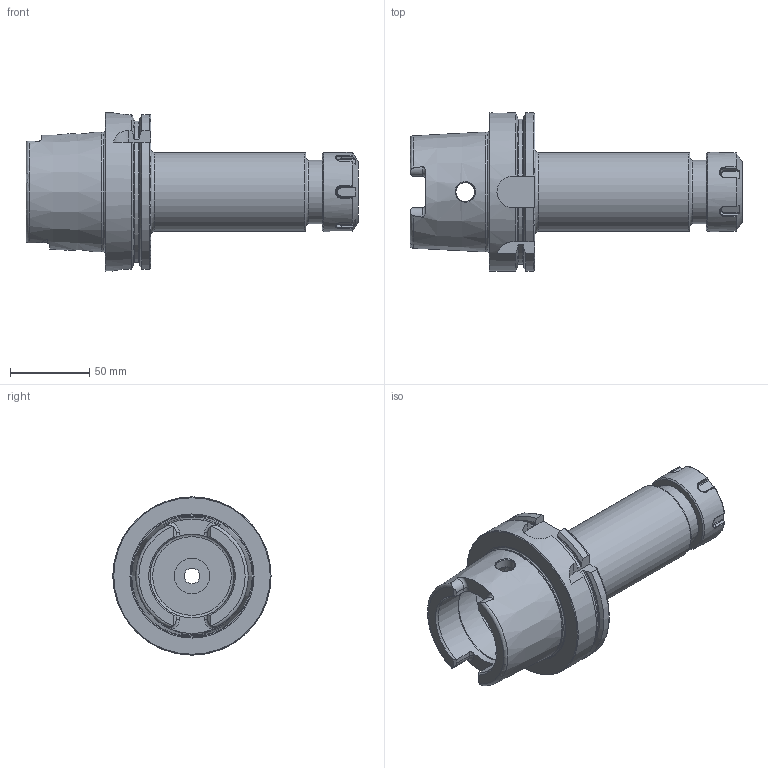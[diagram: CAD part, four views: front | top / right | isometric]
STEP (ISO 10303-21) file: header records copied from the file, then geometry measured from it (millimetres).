
FILE_DESCRIPTION(/* description */ (''),/* implementation_level */ '2;1');
FILE_NAME(/* name */ 'BR103.stp',/* time_stamp */ '2025-03-17T13:14:54+09:00',/* author */ ('YSH'),/* organization */ (''),/* preprocessor_version */ 'ST-DEVELOPER v20',/* originating_system */ 'Autodesk Inventor 2025',/* authorisation */ '');
FILE_SCHEMA (('AUTOMOTIVE_DESIGN { 1 0 10303 214 3 1 1 }'));
Length unit declared in the file: millimetre
Products named in the file (3): LO-HSK100A-ER32-6.30; LO-HSK100A-ER32-6.30_1; ER32NUT
Assembly tree (2 placements, depth 2):
  LO-HSK100A-ER32-6.30
    LO-HSK100A-ER32-6.30_1
    ER32NUT
Bounding box: 210 x 100 x 100 mm (x, y, z)
Volume: 457196.3 mm3; surface area: 81967.2 mm2
Topology: 2 solids, 2 shells, 204 faces, 526 edges, 336 vertices
Faces by surface type: plane 75, cylinder 55, torus 40, cone 26, bspline 8
Full cylindrical faces by diameter (mm): 1 x1, 10 x2, 12 x2, 20.498 x1, 22.376 x1, 23 x1, 23.5 x1, 25 x1, 27.1 x1, 31.4 x1, 33.8 x1, 38.6 x1, 40 x1, 40.5 x1, 50 x2, 53 x2, 63 x1, 75.415 x1, 100 x1
Entity records: 8153 total; most frequent: CARTESIAN_POINT 3094, ORIENTED_EDGE 1050, DIRECTION 996, EDGE_CURVE 525, AXIS2_PLACEMENT_3D 404, VERTEX_POINT 336, EDGE_LOOP 223, FACE_OUTER_BOUND 204
